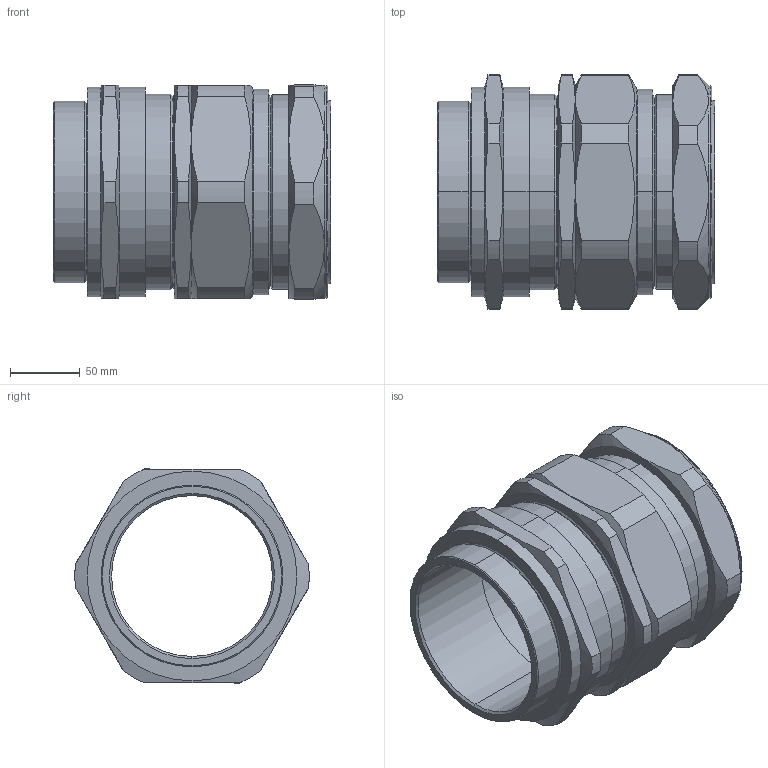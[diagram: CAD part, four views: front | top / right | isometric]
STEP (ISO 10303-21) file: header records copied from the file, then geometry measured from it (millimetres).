
FILE_DESCRIPTION (( 'STEP AP203' ), '1' );
FILE_NAME ('130E%1RA.STEP', '2021-04-21T12:47:17', ( '' ), ( '' ), 'SwSTEP 2.0', 'SolidWorks 2017', '' );
FILE_SCHEMA (( 'CONFIG_CONTROL_DESIGN' ));
Length unit declared in the file: millimetre
Products named in the file (1): 130E%1RA
Bounding box: 198.3 x 167.61 x 153.19 mm (x, y, z)
Volume: 1245053.4 mm3; surface area: 205335.1 mm2
Topology: 1 solids, 1 shells, 145 faces, 342 edges, 210 vertices
Faces by surface type: cylinder 52, cone 50, plane 37, torus 6
Entity records: 4695 total; most frequent: CARTESIAN_POINT 1302, DIRECTION 716, ORIENTED_EDGE 684, EDGE_CURVE 342, AXIS2_PLACEMENT_3D 304, VERTEX_POINT 210, EDGE_LOOP 158, CIRCLE 158
